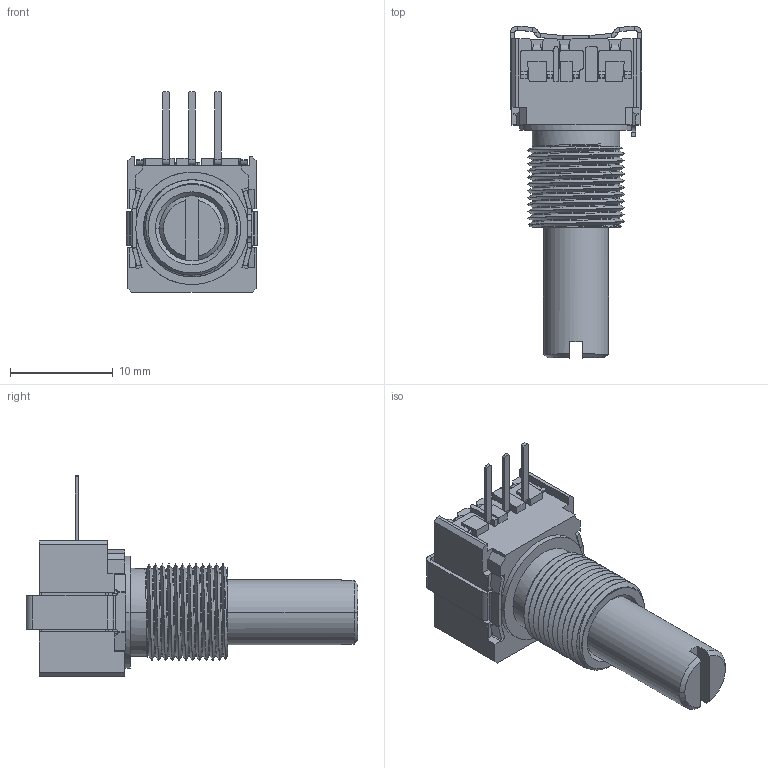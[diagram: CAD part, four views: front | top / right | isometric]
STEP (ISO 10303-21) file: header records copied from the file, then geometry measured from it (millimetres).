
FILE_DESCRIPTION(('STEP AP214'),'1');
FILE_NAME('68174.stp','2017-07-26T18:59:12',('TraceParts'),('TraceParts S.A.'),'Spatial InterOp 3D',' ',' ');
FILE_SCHEMA(('automotive_design'));
Length unit declared in the file: millimetre
Products named in the file (2): 68174_1; 68174_2
Bounding box: 12.81 x 32.38 x 19.58 mm (x, y, z)
Volume: 2153.7 mm3; surface area: 2417.9 mm2
Topology: 2 solids, 8 shells, 789 faces, 2058 edges, 1299 vertices
Faces by surface type: plane 505, cylinder 178, extrusion 55, bspline 35, cone 16
Entity records: 29413 total; most frequent: CARTESIAN_POINT 10497, ORIENTED_EDGE 4116, DIRECTION 3534, EDGE_CURVE 2058, VECTOR 1526, LINE 1471, VERTEX_POINT 1299, AXIS2_PLACEMENT_3D 1004
